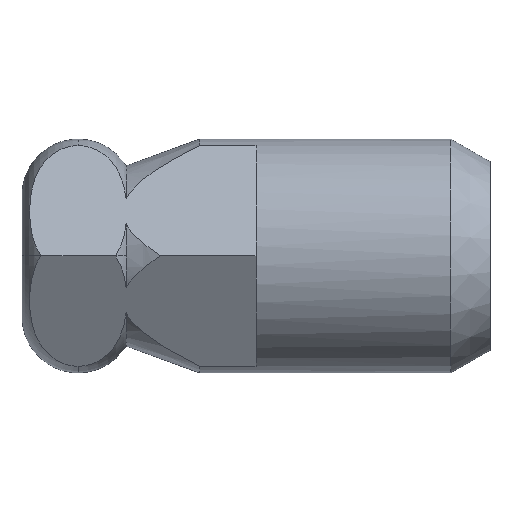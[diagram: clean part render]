
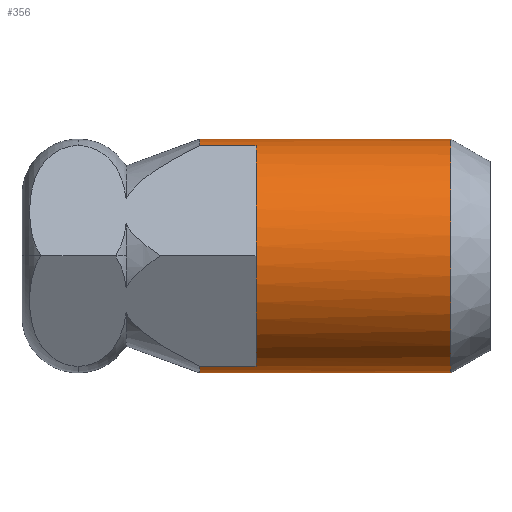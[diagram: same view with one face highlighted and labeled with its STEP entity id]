
A CAD part, top view. The second image highlights one B-rep face of the part: STEP entity #356.
In plain terms, the highlighted cylindrical face has radius 25 mm (diameter 50 mm), a partial arc.
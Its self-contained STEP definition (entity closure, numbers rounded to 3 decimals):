
#212=VERTEX_POINT('',#587);
#234=EDGE_CURVE('',#328,#212,#614,.T.);
#256=VERTEX_POINT('',#640);
#282=VERTEX_POINT('',#669);
#292=EDGE_CURVE('',#256,#328,#680,.T.);
#310=VERTEX_POINT('',#701);
#326=EDGE_CURVE('',#420,#256,#717,.T.);
#328=VERTEX_POINT('',#719);
#356=ADVANCED_FACE('',(#750),#751,.T.);
#362=EDGE_CURVE('',#420,#310,#757,.T.);
#364=VERTEX_POINT('',#759);
#390=VERTEX_POINT('',#786);
#414=EDGE_CURVE('',#364,#390,#811,.T.);
#420=VERTEX_POINT('',#817);
#474=EDGE_CURVE('',#390,#282,#876,.T.);
#480=EDGE_CURVE('',#310,#364,#883,.T.);
#554=EDGE_CURVE('',#282,#212,#966,.T.);
#587=CARTESIAN_POINT('',(-12.0,-25.0,0.));
#614=LINE('',#1043,#1044);
#640=CARTESIAN_POINT('',(41.65,25.0,0.0));
#669=CARTESIAN_POINT('',(-12.0,-23.564,8.35));
#680=CIRCLE('',#1170,25.0);
#701=CARTESIAN_POINT('',(-12.0,23.564,8.35));
#717=LINE('',#1215,#1216);
#719=CARTESIAN_POINT('',(41.65,-25.0,0.));
#750=FACE_OUTER_BOUND('',#1275,.T.);
#751=CYLINDRICAL_SURFACE('',#1276,25.0);
#757=CIRCLE('',#1283,25.0);
#759=CARTESIAN_POINT('',(0.0,23.564,8.35));
#786=CARTESIAN_POINT('',(0.0,-23.564,8.35));
#811=CIRCLE('',#1482,25.0);
#817=CARTESIAN_POINT('',(-12.0,25.0,0.));
#876=LINE('',#1638,#1639);
#883=LINE('',#1649,#1650);
#966=CIRCLE('',#1857,25.0);
#1043=CARTESIAN_POINT('',(20.825,-25.0,0.));
#1044=VECTOR('',#1935,1.0);
#1170=AXIS2_PLACEMENT_3D('',#2010,#2011,#2012);
#1215=CARTESIAN_POINT('',(20.825,25.0,0.));
#1216=VECTOR('',#2052,1.0);
#1275=EDGE_LOOP('',(#2096,#2097,#2098,#2099,#2100,#2101,#2102,#2103));
#1276=AXIS2_PLACEMENT_3D('',#2104,#2105,#2106);
#1283=AXIS2_PLACEMENT_3D('',#2107,#2108,#2109);
#1482=AXIS2_PLACEMENT_3D('',#2152,#2153,#2154);
#1638=CARTESIAN_POINT('',(-6.0,-23.564,8.35));
#1639=VECTOR('',#2216,1.0);
#1649=CARTESIAN_POINT('',(-6.0,23.564,8.35));
#1650=VECTOR('',#2226,1.0);
#1857=AXIS2_PLACEMENT_3D('',#2326,#2327,#2328);
#1935=DIRECTION('',(-1.0,-0.0,-0.0));
#2010=CARTESIAN_POINT('',(41.65,0.0,0.0));
#2011=DIRECTION('',(1.0,0.0,0.0));
#2012=DIRECTION('',(0.0,1.0,0.0));
#2052=DIRECTION('',(1.0,0.0,0.0));
#2096=ORIENTED_EDGE('',*,*,#326,.F.);
#2097=ORIENTED_EDGE('',*,*,#362,.T.);
#2098=ORIENTED_EDGE('',*,*,#480,.T.);
#2099=ORIENTED_EDGE('',*,*,#414,.T.);
#2100=ORIENTED_EDGE('',*,*,#474,.T.);
#2101=ORIENTED_EDGE('',*,*,#554,.T.);
#2102=ORIENTED_EDGE('',*,*,#234,.F.);
#2103=ORIENTED_EDGE('',*,*,#292,.F.);
#2104=CARTESIAN_POINT('',(20.825,0.0,0.0));
#2105=DIRECTION('',(-1.0,-0.0,-0.0));
#2106=DIRECTION('',(0.0,1.0,0.0));
#2107=CARTESIAN_POINT('',(-12.0,0.0,0.0));
#2108=DIRECTION('',(1.0,0.0,0.0));
#2109=DIRECTION('',(0.0,1.0,0.0));
#2152=CARTESIAN_POINT('',(0.,0.0,0.0));
#2153=DIRECTION('',(1.0,0.0,0.0));
#2154=DIRECTION('',(0.0,1.0,0.0));
#2216=DIRECTION('',(-1.0,-0.0,-0.0));
#2226=DIRECTION('',(1.0,0.0,0.0));
#2326=CARTESIAN_POINT('',(-12.0,0.0,0.0));
#2327=DIRECTION('',(1.0,0.0,0.0));
#2328=DIRECTION('',(0.0,1.0,0.0));
